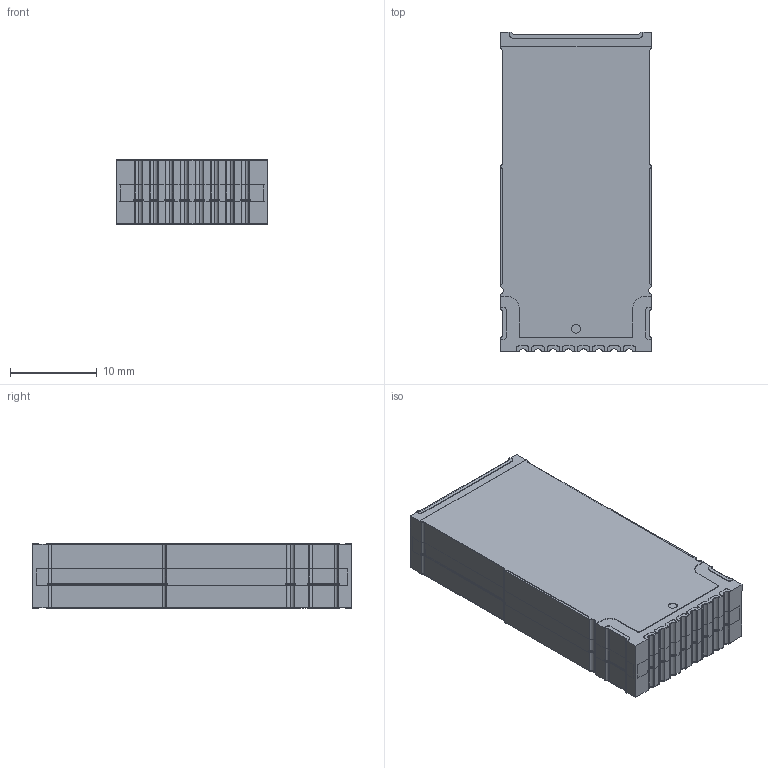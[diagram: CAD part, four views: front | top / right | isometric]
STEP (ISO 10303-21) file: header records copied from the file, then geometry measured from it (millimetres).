
FILE_DESCRIPTION (( 'STEP AP214' ), '1' );
FILE_NAME ('ASSY_3717_DCM_TC1.STEP', '2020-06-01T15:27:32', ( '' ), ( '' ), 'SwSTEP 2.0', 'SolidWorks 2017', '' );
FILE_SCHEMA (( 'AUTOMOTIVE_DESIGN' ));
Length unit declared in the file: millimetre
Products named in the file (7): Copy of LAMINATE2_3717_DCM_TC1_R1^Copy of ASSY_3717_DCM_TC1_R1_PANEL_48004; Copy of MOLDBODY_3717_DCM_TC1_LAPPED_R1^Copy of ASSY_3717_DCM_TC1_R1_PANEL_48004; Copy of PILLAR_1_SCALLOP_3717_DCM_TC1_R1^Copy of ASSY_3717_DCM_TC1_R1_PANEL_48004; Copy of PILLAR_BOTTOM_SCALLOP_3717_DCM_TC1_R1^Copy of ASSY_3717_DCM_TC1_R1_PANEL_48004; Copy of PILLAR_3_SCALLOP_3717_DCM_TC1_R1.1^Copy of ASSY_3717_DCM_TC1_R1_PANEL_48004; Copy of PILLAR_2_SCALLOP_3717_DCM_TC1_R1.6^Copy of ASSY_3717_DCM_TC1_R1_PANEL_48004; ASSY_3717_DCM_TC1
Assembly tree (14 placements, depth 2):
  ASSY_3717_DCM_TC1
    Copy of PILLAR_2_SCALLOP_3717_DCM_TC1_R1.6^Copy of ASSY_3717_DCM_TC1_R1_PANEL_48004  x8
    Copy of PILLAR_3_SCALLOP_3717_DCM_TC1_R1.1^Copy of ASSY_3717_DCM_TC1_R1_PANEL_48004  x2
    Copy of PILLAR_BOTTOM_SCALLOP_3717_DCM_TC1_R1^Copy of ASSY_3717_DCM_TC1_R1_PANEL_48004
    Copy of PILLAR_1_SCALLOP_3717_DCM_TC1_R1^Copy of ASSY_3717_DCM_TC1_R1_PANEL_48004
    Copy of MOLDBODY_3717_DCM_TC1_LAPPED_R1^Copy of ASSY_3717_DCM_TC1_R1_PANEL_48004
    Copy of LAMINATE2_3717_DCM_TC1_R1^Copy of ASSY_3717_DCM_TC1_R1_PANEL_48004
Bounding box: 17.34 x 36.71 x 7.42 mm (x, y, z)
Volume: 4370.1 mm3; surface area: 9646 mm2
Topology: 14 solids, 14 shells, 690 faces, 2202 edges, 1468 vertices
Faces by surface type: plane 398, cylinder 292
Entity records: 25686 total; most frequent: ORIENTED_EDGE 3528, CARTESIAN_POINT 3485, DIRECTION 3326, EDGE_CURVE 1764, LINE 1292, VECTOR 1292, VERTEX_POINT 1176, AXIS2_PLACEMENT_3D 1017
